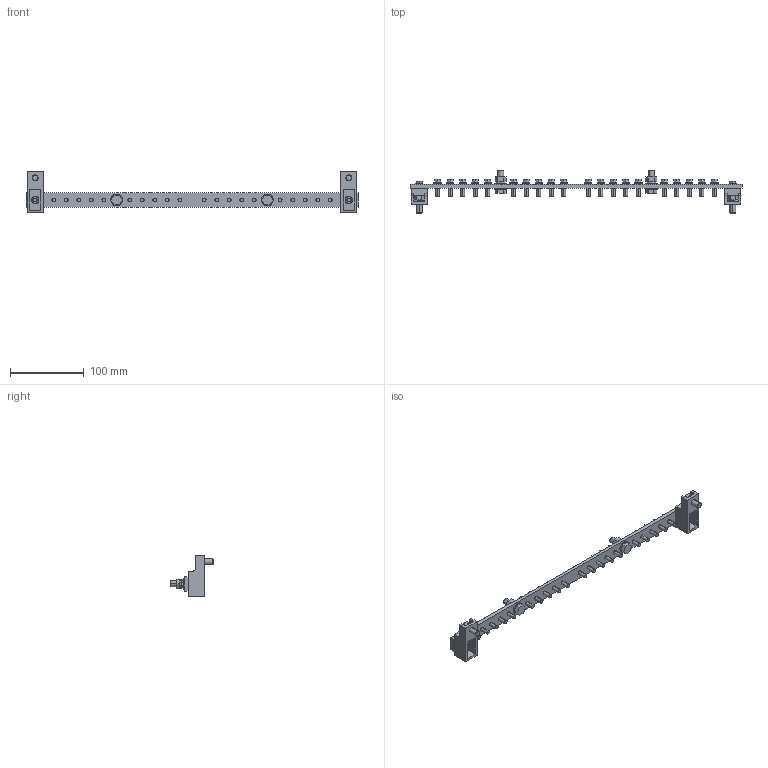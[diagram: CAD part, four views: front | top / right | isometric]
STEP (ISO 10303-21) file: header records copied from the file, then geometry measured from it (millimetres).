
FILE_DESCRIPTION (( 'STEP AP203' ), '1' );
FILE_NAME ('U5005451530 Øèíà çàçåìëåíèÿ 5õ20õ450 (20õÌ5) LC2 RS52 (1øò) (000.402.031).STEP', '2022-04-25T10:42:51', ( '' ), ( '' ), 'SwSTEP 2.0', 'SolidWorks 2017', '' );
FILE_SCHEMA (( 'CONFIG_CONTROL_DESIGN' ));
Length unit declared in the file: millimetre
Products named in the file (13): 嵑殧趌6402_5; 蹴濋趌5915_M8; 嵑殧趌11371_8; 鍔錓_7798 6.8_M5x20; 042-03 Ýòèêåòêà çíàêà çàçåìëåíèÿ_00; 蹴濋趌5915_M5; 嵑殧趌11371_5; 嵑殧趌6402_8; U5005451530 Øèíà çàçåìëåíèÿ 5õ20õ450 (20õÌ5) LC2 RS52 (1øò) (000.402.031); hex flange bolt fine_din_DIN 6921 - M8x1 x 16 x 16-N; 022-30 Èçîëÿòîð øèíû_00; 鍔錓_7798 6.8_M8x25; 060-205 Øèíà çàçåìëåíèÿ_03
Assembly tree (104 placements, depth 2):
  U5005451530 Øèíà çàçåìëåíèÿ 5õ20õ450 (20õÌ5) LC2 RS52 (1øò) (000.402.031)
    060-205 Øèíà çàçåìëåíèÿ_03
    022-30 Èçîëÿòîð øèíû_00  x2
    蹴濋趌5915_M5  x2
    嵑殧趌11371_5  x44
    鍔錓_7798 6.8_M5x20  x22
    嵑殧趌11371_8  x4
    鍔錓_7798 6.8_M8x25  x2
    嵑殧趌6402_8  x2
    嵑殧趌6402_5  x20
    042-03 Ýòèêåòêà çíàêà çàçåìëåíèÿ_00
    hex flange bolt fine_din_DIN 6921 - M8x1 x 16 x 16-N  x2
    蹴濋趌5915_M8  x2
Bounding box: 450 x 57.4 x 56.5 mm (x, y, z)
Volume: 94315.6 mm3; surface area: 67590.9 mm2
Topology: 104 solids, 104 shells, 953 faces, 2071 edges, 1354 vertices
Faces by surface type: plane 457, cylinder 412, cone 68, bspline 12, torus 4
Entity records: 11726 total; most frequent: CARTESIAN_POINT 1583, DIRECTION 1483, ORIENTED_EDGE 1162, AXIS2_PLACEMENT_3D 590, EDGE_CURVE 581, VERTEX_POINT 366, EDGE_LOOP 317, VECTOR 303
